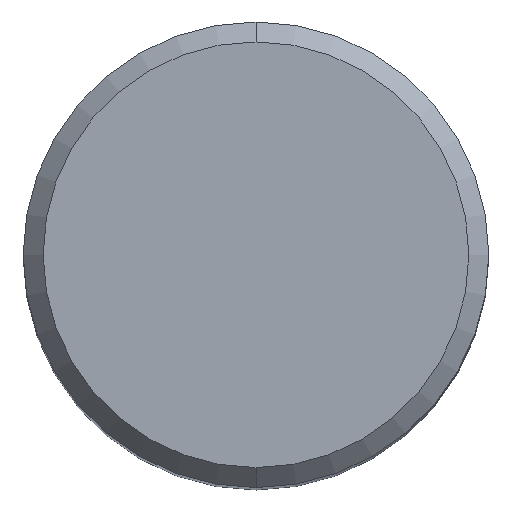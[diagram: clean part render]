
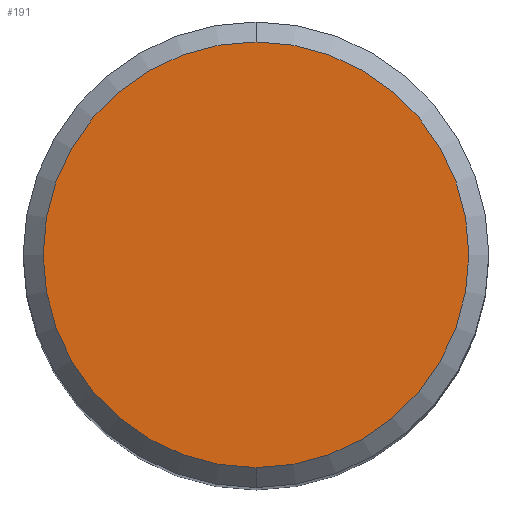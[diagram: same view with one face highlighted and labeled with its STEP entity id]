
A CAD part, top view. The second image highlights one B-rep face of the part: STEP entity #191.
In plain terms, the highlighted planar face has unit normal (0, 0, 1).
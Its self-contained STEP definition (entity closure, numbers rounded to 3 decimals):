
#121=VERTEX_POINT('',#277);
#135=VERTEX_POINT('',#294);
#139=EDGE_CURVE('',#135,#121,#298,.T.);
#191=ADVANCED_FACE('',(#353),#354,.T.);
#211=EDGE_CURVE('',#121,#135,#377,.T.);
#277=CARTESIAN_POINT('',(0.,-6.4,0.0));
#294=CARTESIAN_POINT('',(0.0,6.4,0.0));
#298=CIRCLE('',#463,6.4);
#353=FACE_OUTER_BOUND('',#540,.T.);
#354=PLANE('',#541);
#377=CIRCLE('',#570,6.4);
#463=AXIS2_PLACEMENT_3D('',#674,#675,#676);
#540=EDGE_LOOP('',(#730,#731));
#541=AXIS2_PLACEMENT_3D('',#732,#733,#734);
#570=AXIS2_PLACEMENT_3D('',#768,#769,#770);
#674=CARTESIAN_POINT('',(0.0,0.0,0.0));
#675=DIRECTION('',(0.0,0.0,-1.0));
#676=DIRECTION('',(0.0,1.0,0.0));
#730=ORIENTED_EDGE('',*,*,#139,.F.);
#731=ORIENTED_EDGE('',*,*,#211,.F.);
#732=CARTESIAN_POINT('',(0.0,3.2,0.0));
#733=DIRECTION('',(-0.0,0.0,1.0));
#734=DIRECTION('',(0.0,-1.0,0.0));
#768=CARTESIAN_POINT('',(0.0,0.0,0.0));
#769=DIRECTION('',(0.0,0.0,-1.0));
#770=DIRECTION('',(0.0,1.0,0.0));
